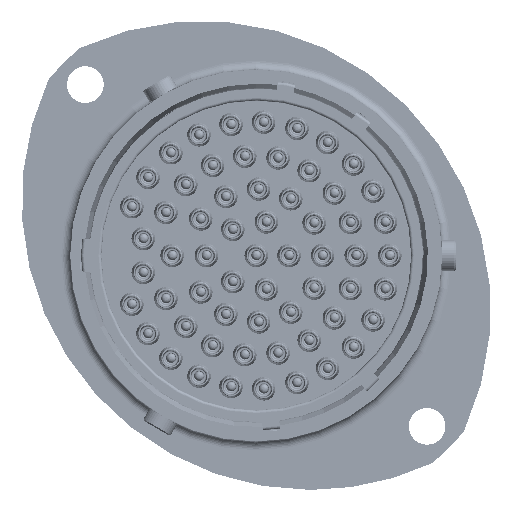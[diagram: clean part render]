
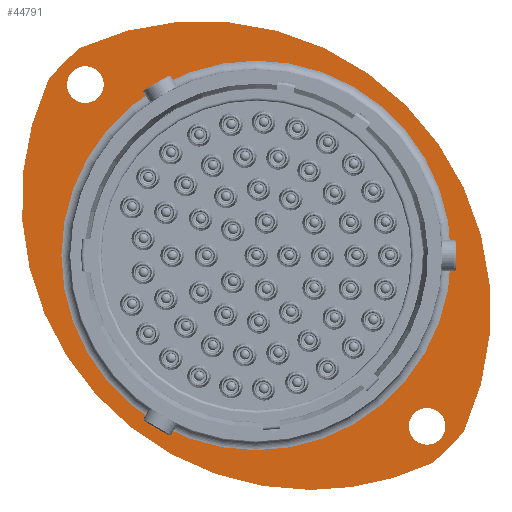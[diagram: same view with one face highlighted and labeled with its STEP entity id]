
A CAD part, left-side view. The second image highlights one B-rep face of the part: STEP entity #44791.
In plain terms, the highlighted planar face has unit normal (-1, 0, 0).
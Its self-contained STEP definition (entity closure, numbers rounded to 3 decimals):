
#1176 = CARTESIAN_POINT ( 'NONE',  ( 15.22, -5.551, 5.551 ) ) ;
#2063 = ORIENTED_EDGE ( 'NONE', *, *, #117907, .T. ) ;
#2296 = VERTEX_POINT ( 'NONE', #126145 ) ;
#2345 = EDGE_CURVE ( 'NONE', #96066, #2296, #32615, .T. ) ;
#2480 = DIRECTION ( 'NONE',  ( -1., 0., 0. ) ) ;
#3187 = ORIENTED_EDGE ( 'NONE', *, *, #105861, .T. ) ;
#3919 = CIRCLE ( 'NONE', #45984, 29.5 ) ;
#5060 = CIRCLE ( 'NONE', #45310, 29.5 ) ;
#7437 = CARTESIAN_POINT ( 'NONE',  ( 15.22, -17.448, -17.448 ) ) ;
#12347 = VERTEX_POINT ( 'NONE', #91946 ) ;
#13240 = EDGE_CURVE ( 'NONE', #18680, #98929, #37953, .T. ) ;
#14023 = FACE_BOUND ( 'NONE', #50906, .T. ) ;
#15864 = EDGE_CURVE ( 'NONE', #100767, #60182, #118069, .T. ) ;
#16017 = DIRECTION ( 'NONE',  ( 0., 0., -1. ) ) ;
#17601 = DIRECTION ( 'NONE',  ( -1., 0., 0. ) ) ;
#18100 = VERTEX_POINT ( 'NONE', #112057 ) ;
#18680 = VERTEX_POINT ( 'NONE', #20552 ) ;
#19742 = DIRECTION ( 'NONE',  ( 0., 0., -1. ) ) ;
#20403 = CARTESIAN_POINT ( 'NONE',  ( 15.22, 17.448, 17.448 ) ) ;
#20552 = CARTESIAN_POINT ( 'NONE',  ( 15.22, -17.448, -15.573 ) ) ;
#20562 = CIRCLE ( 'NONE', #115591, 1.875 ) ;
#21618 = ORIENTED_EDGE ( 'NONE', *, *, #93302, .T. ) ;
#22987 = CARTESIAN_POINT ( 'NONE',  ( 15.22, 17.448, 19.323 ) ) ;
#24305 = PLANE ( 'NONE',  #82025 ) ;
#28154 = DIRECTION ( 'NONE',  ( 0., 0., -1. ) ) ;
#29936 = CIRCLE ( 'NONE', #89379, 27.8 ) ;
#31109 = AXIS2_PLACEMENT_3D ( 'NONE', #80230, #40632, #119372 ) ;
#32615 = CIRCLE ( 'NONE', #82089, 29.5 ) ;
#34378 = EDGE_CURVE ( 'NONE', #70417, #96066, #29936, .T. ) ;
#35343 = VERTEX_POINT ( 'NONE', #101574 ) ;
#36154 = DIRECTION ( 'NONE',  ( 1., 0., 0. ) ) ;
#36336 = AXIS2_PLACEMENT_3D ( 'NONE', #20403, #130216, #120608 ) ;
#36883 = DIRECTION ( 'NONE',  ( 0., 0., -1. ) ) ;
#37953 = CIRCLE ( 'NONE', #72767, 1.875 ) ;
#40236 = DIRECTION ( 'NONE',  ( 0., 0., -1. ) ) ;
#40632 = DIRECTION ( 'NONE',  ( 1., 0., 0. ) ) ;
#43907 = CIRCLE ( 'NONE', #36336, 1.875 ) ;
#44552 = DIRECTION ( 'NONE',  ( 0., 0., 1. ) ) ;
#44584 = ORIENTED_EDGE ( 'NONE', *, *, #85362, .T. ) ;
#44791 = ADVANCED_FACE ( 'NONE', ( #14023, #81633, #117789, #58059 ), #24305, .F. ) ;
#45310 = AXIS2_PLACEMENT_3D ( 'NONE', #1176, #112375, #53487 ) ;
#45356 = ORIENTED_EDGE ( 'NONE', *, *, #2345, .T. ) ;
#45417 = DIRECTION ( 'NONE',  ( -1., 0., 0. ) ) ;
#45984 = AXIS2_PLACEMENT_3D ( 'NONE', #100464, #121137, #40236 ) ;
#49586 = DIRECTION ( 'NONE',  ( 1., 0., 0. ) ) ;
#50906 = EDGE_LOOP ( 'NONE', ( #21618, #3187 ) ) ;
#53487 = DIRECTION ( 'NONE',  ( 0., 0., -1. ) ) ;
#58059 = FACE_OUTER_BOUND ( 'NONE', #63190, .T. ) ;
#59717 = EDGE_CURVE ( 'NONE', #35343, #18100, #5060, .T. ) ;
#60182 = VERTEX_POINT ( 'NONE', #22987 ) ;
#63190 = EDGE_LOOP ( 'NONE', ( #124855, #2063, #80597, #45356, #44584 ) ) ;
#66141 = DIRECTION ( 'NONE',  ( -1., 0., 0. ) ) ;
#67585 = AXIS2_PLACEMENT_3D ( 'NONE', #86360, #66141, #44552 ) ;
#67911 = EDGE_LOOP ( 'NONE', ( #122871, #127248 ) ) ;
#70417 = VERTEX_POINT ( 'NONE', #101608 ) ;
#72767 = AXIS2_PLACEMENT_3D ( 'NONE', #7437, #17601, #108066 ) ;
#74847 = CIRCLE ( 'NONE', #67585, 27.8 ) ;
#76243 = DIRECTION ( 'NONE',  ( 0., 0., -1. ) ) ;
#76405 = EDGE_LOOP ( 'NONE', ( #97462, #88879 ) ) ;
#78692 = CARTESIAN_POINT ( 'NONE',  ( 15.22, 5.551, -5.551 ) ) ;
#80230 = CARTESIAN_POINT ( 'NONE',  ( 15.22, 0., 0. ) ) ;
#80597 = ORIENTED_EDGE ( 'NONE', *, *, #34378, .T. ) ;
#81633 = FACE_BOUND ( 'NONE', #67911, .T. ) ;
#82025 = AXIS2_PLACEMENT_3D ( 'NONE', #116165, #36154, #76243 ) ;
#82074 = EDGE_CURVE ( 'NONE', #60182, #100767, #43907, .T. ) ;
#82089 = AXIS2_PLACEMENT_3D ( 'NONE', #78692, #126978, #36883 ) ;
#82957 = CARTESIAN_POINT ( 'NONE',  ( 15.22, 17.448, 15.573 ) ) ;
#85362 = EDGE_CURVE ( 'NONE', #2296, #35343, #74847, .T. ) ;
#85491 = CARTESIAN_POINT ( 'NONE',  ( 15.22, 17.448, 17.448 ) ) ;
#86360 = CARTESIAN_POINT ( 'NONE',  ( 15.22, 0., 0. ) ) ;
#88512 = CARTESIAN_POINT ( 'NONE',  ( 15.22, -17.448, -17.448 ) ) ;
#88879 = ORIENTED_EDGE ( 'NONE', *, *, #13240, .F. ) ;
#89379 = AXIS2_PLACEMENT_3D ( 'NONE', #122974, #2480, #93152 ) ;
#91946 = CARTESIAN_POINT ( 'NONE',  ( 15.22, 0., -19.895 ) ) ;
#93152 = DIRECTION ( 'NONE',  ( 0., 0., 1. ) ) ;
#93302 = EDGE_CURVE ( 'NONE', #12347, #120295, #107261, .T. ) ;
#96066 = VERTEX_POINT ( 'NONE', #107863 ) ;
#97462 = ORIENTED_EDGE ( 'NONE', *, *, #100172, .F. ) ;
#97519 = CARTESIAN_POINT ( 'NONE',  ( 15.22, 0., 19.895 ) ) ;
#98929 = VERTEX_POINT ( 'NONE', #121939 ) ;
#99720 = CARTESIAN_POINT ( 'NONE',  ( 15.22, 0., 0. ) ) ;
#100172 = EDGE_CURVE ( 'NONE', #98929, #18680, #20562, .T. ) ;
#100464 = CARTESIAN_POINT ( 'NONE',  ( 15.22, -5.551, 5.551 ) ) ;
#100767 = VERTEX_POINT ( 'NONE', #82957 ) ;
#101574 = CARTESIAN_POINT ( 'NONE',  ( 15.22, 21.203, 17.98 ) ) ;
#101608 = CARTESIAN_POINT ( 'NONE',  ( 15.22, -17.98, -21.203 ) ) ;
#105861 = EDGE_CURVE ( 'NONE', #120295, #12347, #113822, .T. ) ;
#107261 = CIRCLE ( 'NONE', #31109, 19.895 ) ;
#107863 = CARTESIAN_POINT ( 'NONE',  ( 15.22, -21.203, -17.98 ) ) ;
#108066 = DIRECTION ( 'NONE',  ( 0., 0., -1. ) ) ;
#112057 = CARTESIAN_POINT ( 'NONE',  ( 15.22, -5.551, -23.949 ) ) ;
#112375 = DIRECTION ( 'NONE',  ( -1., 0., 0. ) ) ;
#113822 = CIRCLE ( 'NONE', #116758, 19.895 ) ;
#115591 = AXIS2_PLACEMENT_3D ( 'NONE', #88512, #130523, #28154 ) ;
#116165 = CARTESIAN_POINT ( 'NONE',  ( 15.22, 18.995, 0. ) ) ;
#116758 = AXIS2_PLACEMENT_3D ( 'NONE', #99720, #49586, #19742 ) ;
#117789 = FACE_BOUND ( 'NONE', #76405, .T. ) ;
#117907 = EDGE_CURVE ( 'NONE', #18100, #70417, #3919, .T. ) ;
#118069 = CIRCLE ( 'NONE', #127935, 1.875 ) ;
#119372 = DIRECTION ( 'NONE',  ( 0., 0., -1. ) ) ;
#120295 = VERTEX_POINT ( 'NONE', #97519 ) ;
#120608 = DIRECTION ( 'NONE',  ( 0., 0., -1. ) ) ;
#121137 = DIRECTION ( 'NONE',  ( -1., 0., 0. ) ) ;
#121939 = CARTESIAN_POINT ( 'NONE',  ( 15.22, -17.448, -19.323 ) ) ;
#122871 = ORIENTED_EDGE ( 'NONE', *, *, #15864, .F. ) ;
#122974 = CARTESIAN_POINT ( 'NONE',  ( 15.22, 0., 0. ) ) ;
#124855 = ORIENTED_EDGE ( 'NONE', *, *, #59717, .T. ) ;
#126145 = CARTESIAN_POINT ( 'NONE',  ( 15.22, 17.98, 21.203 ) ) ;
#126978 = DIRECTION ( 'NONE',  ( -1., 0., 0. ) ) ;
#127248 = ORIENTED_EDGE ( 'NONE', *, *, #82074, .F. ) ;
#127935 = AXIS2_PLACEMENT_3D ( 'NONE', #85491, #45417, #16017 ) ;
#130216 = DIRECTION ( 'NONE',  ( -1., 0., 0. ) ) ;
#130523 = DIRECTION ( 'NONE',  ( -1., 0., 0. ) ) ;
